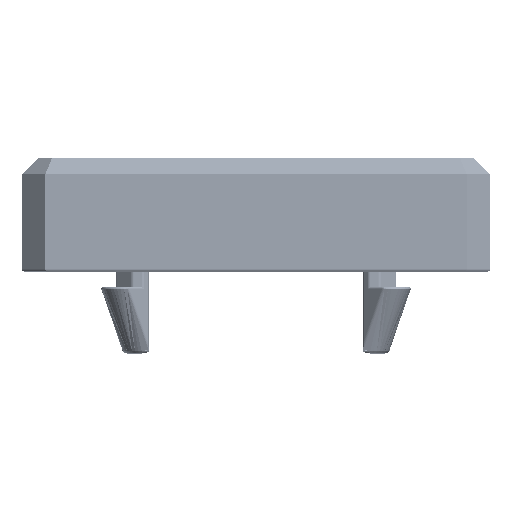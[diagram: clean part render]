
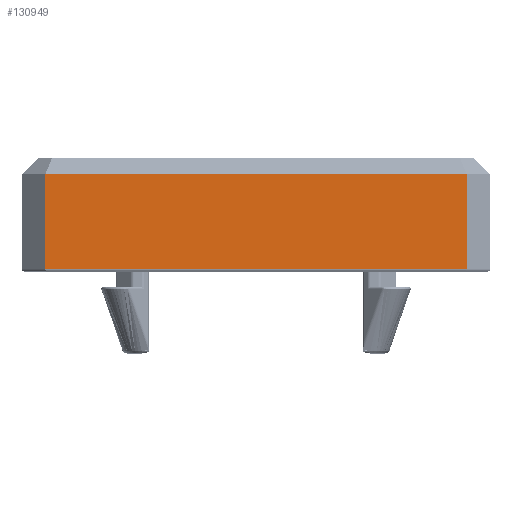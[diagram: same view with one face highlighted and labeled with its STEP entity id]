
A CAD part, left-side view. The second image highlights one B-rep face of the part: STEP entity #130949.
In plain terms, the highlighted planar face has unit normal (-1, 0, 0).
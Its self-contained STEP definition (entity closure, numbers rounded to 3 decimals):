
#130836=CARTESIAN_POINT('',(-74.,-27.,12.5));
#130837=VERTEX_POINT('',#130836);
#130860=CARTESIAN_POINT('',(-74.,27.,12.5));
#130861=VERTEX_POINT('',#130860);
#130868=CARTESIAN_POINT('',(-74.,27.,12.5));
#130869=DIRECTION('',(0.0,-1.0,0.0));
#130870=VECTOR('',#130869,54.0);
#130871=LINE('',#130868,#130870);
#130872=EDGE_CURVE('',#130861,#130837,#130871,.T.);
#130919=CARTESIAN_POINT('',(-74.,-27.,0.0));
#130920=DIRECTION('',(-1.0,0.0,0.0));
#130921=DIRECTION('',(0.0,0.0,1.0));
#130922=AXIS2_PLACEMENT_3D('',#130919,#130920,#130921);
#130923=PLANE('',#130922);
#130924=ORIENTED_EDGE('',*,*,#130872,.F.);
#130925=CARTESIAN_POINT('',(-74.,27.,0.3));
#130926=VERTEX_POINT('',#130925);
#130927=CARTESIAN_POINT('',(-74.,27.,0.3));
#130928=DIRECTION('',(0.0,0.0,1.0));
#130929=VECTOR('',#130928,12.2);
#130930=LINE('',#130927,#130929);
#130931=EDGE_CURVE('',#130926,#130861,#130930,.T.);
#130932=ORIENTED_EDGE('',*,*,#130931,.F.);
#130933=CARTESIAN_POINT('',(-74.,-27.,0.3));
#130934=VERTEX_POINT('',#130933);
#130935=CARTESIAN_POINT('',(-74.,-27.,0.3));
#130936=DIRECTION('',(0.0,1.0,0.0));
#130937=VECTOR('',#130936,54.0);
#130938=LINE('',#130935,#130937);
#130939=EDGE_CURVE('',#130934,#130926,#130938,.T.);
#130940=ORIENTED_EDGE('',*,*,#130939,.F.);
#130941=CARTESIAN_POINT('',(-74.,-27.,0.3));
#130942=DIRECTION('',(0.0,0.0,1.0));
#130943=VECTOR('',#130942,12.2);
#130944=LINE('',#130941,#130943);
#130945=EDGE_CURVE('',#130934,#130837,#130944,.T.);
#130946=ORIENTED_EDGE('',*,*,#130945,.T.);
#130947=EDGE_LOOP('',(#130924,#130932,#130940,#130946));
#130948=FACE_OUTER_BOUND('',#130947,.T.);
#130949=ADVANCED_FACE('',(#130948),#130923,.T.);
